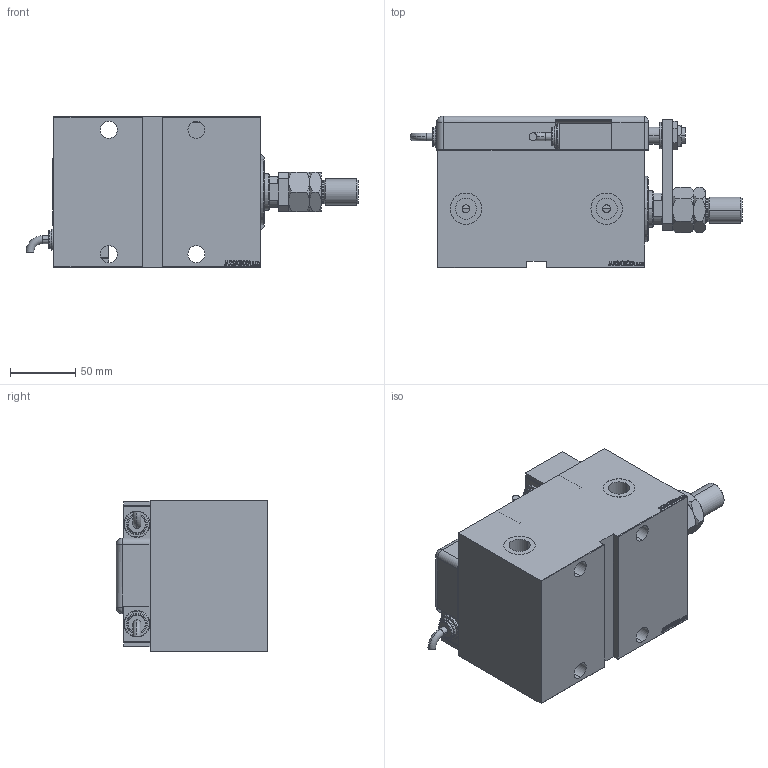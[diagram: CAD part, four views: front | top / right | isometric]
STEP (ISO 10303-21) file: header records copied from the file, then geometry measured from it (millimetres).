
FILE_DESCRIPTION (( 'STEP AP203' ), '1' );
FILE_NAME ('e596.STEP', '2024-02-13T09:07:08', ( '' ), ( '' ), 'SwSTEP 2.0', 'SolidWorks 2019', '' );
FILE_SCHEMA (( 'CONFIG_CONTROL_DESIGN' ));
Length unit declared in the file: millimetre
Products named in the file (14): Q_T_W_MTA 649ef3698b3b9c5199b8fff07b96477b; ZARAZKA_Q 649ef3698b3b9c5199b8fff07b96477b; NUT_D19 649ef3698b3b9c5199b8fff07b96477b; V450CM_E_VCP 649ef3698b3b9c5199b8fff07b96477b; TYC 649ef3698b3b9c5199b8fff07b96477b; NUT_D13 649ef3698b3b9c5199b8fff07b96477b; V450CM_VC_B 649ef3698b3b9c5199b8fff07b96477b; KRYT 649ef3698b3b9c5199b8fff07b96477b; SWITCH Q 649ef3698b3b9c5199b8fff07b96477b; e596; SWITCH_Q_FRONT_BACK 649ef3698b3b9c5199b8fff07b96477b; V450CM_E_Body 649ef3698b3b9c5199b8fff07b96477b; SWITCH DIM A_G 649ef3698b3b9c5199b8fff07b96477b; MAGNETIC SWITCH Q 649ef3698b3b9c5199b8fff07b96477b
Assembly tree (14 placements, depth 3):
  e596
    V450CM_E_Body 649ef3698b3b9c5199b8fff07b96477b
    V450CM_E_VCP 649ef3698b3b9c5199b8fff07b96477b
    V450CM_VC_B 649ef3698b3b9c5199b8fff07b96477b
    MAGNETIC SWITCH Q 649ef3698b3b9c5199b8fff07b96477b
      SWITCH_Q_FRONT_BACK 649ef3698b3b9c5199b8fff07b96477b
      TYC 649ef3698b3b9c5199b8fff07b96477b
      ZARAZKA_Q 649ef3698b3b9c5199b8fff07b96477b
      SWITCH DIM A_G 649ef3698b3b9c5199b8fff07b96477b
      NUT_D19 649ef3698b3b9c5199b8fff07b96477b
      NUT_D13 649ef3698b3b9c5199b8fff07b96477b
      KRYT 649ef3698b3b9c5199b8fff07b96477b
      SWITCH Q 649ef3698b3b9c5199b8fff07b96477b  x2
    Q_T_W_MTA 649ef3698b3b9c5199b8fff07b96477b
Bounding box: 253.76 x 115.8 x 115 mm (x, y, z)
Volume: 1571593.9 mm3; surface area: 248218.5 mm2
Topology: 14 solids, 14 shells, 1289 faces, 3256 edges, 2137 vertices
Faces by surface type: plane 631, bspline 471, cylinder 111, cone 50, torus 24, sphere 2
Entity records: 60624 total; most frequent: CARTESIAN_POINT 32101, ORIENTED_EDGE 6316, DIRECTION 4020, EDGE_CURVE 3158, VERTEX_POINT 2077, LINE 1856, VECTOR 1856, EDGE_LOOP 1419
